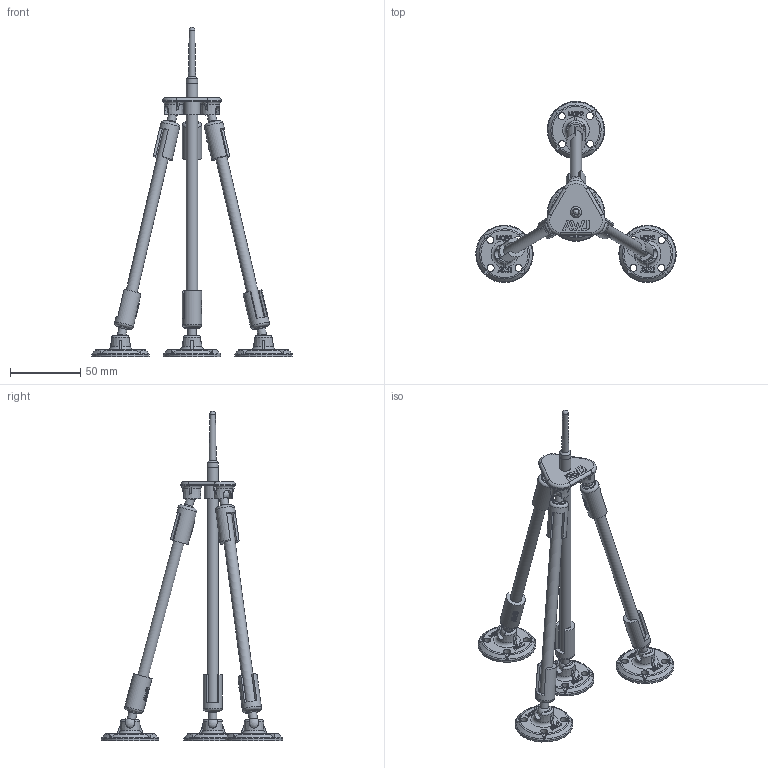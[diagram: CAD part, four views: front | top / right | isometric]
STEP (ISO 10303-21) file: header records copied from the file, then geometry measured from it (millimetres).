
FILE_DESCRIPTION( ( 'STEP AP203' ), '1' );
FILE_NAME( 'H200.step', '2022-07-21T06:59:21', ( ' ' ), ( ' ' ), 'XStep 1.0', ' ', ' ' );
FILE_SCHEMA( ( 'CONFIG_CONTROL_DESIGN' ) );
Length unit declared in the file: millimetre
Products named in the file (17): 1; 2; 3; 4; 5; 6; 7; 8; 9; 10; 11; 12; 13; 14; 15; 16; 17
Bounding box: 142.43 x 128.81 x 234 mm (x, y, z)
Volume: 60317.9 mm3; surface area: 65783.3 mm2
Topology: 17 solids, 17 shells, 1036 faces, 2729 edges, 1816 vertices
Faces by surface type: plane 702, cylinder 136, cone 96, extrusion 44, torus 43, sphere 15
Full cylindrical faces by diameter (mm): 2.9 x1, 5 x16, 6 x12, 6.5 x7, 8 x13, 11.9 x1, 13.7 x7, 40.8 x4
Entity records: 33536 total; most frequent: CARTESIAN_POINT 9174, ORIENTED_EDGE 4790, DIRECTION 4634, EDGE_CURVE 2395, VERTEX_POINT 1646, AXIS2_PLACEMENT_3D 1636, VECTOR 1362, EDGE_LOOP 1325
